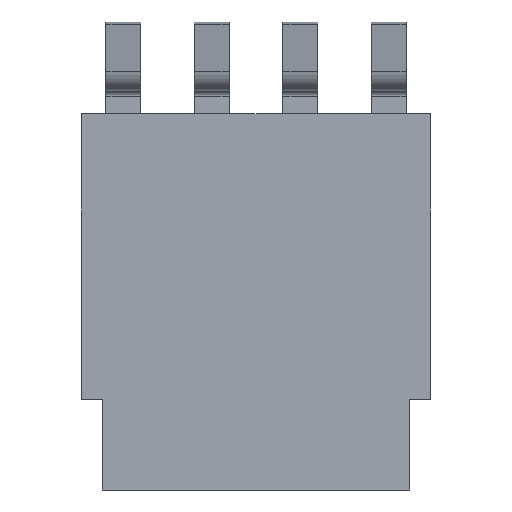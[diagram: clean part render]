
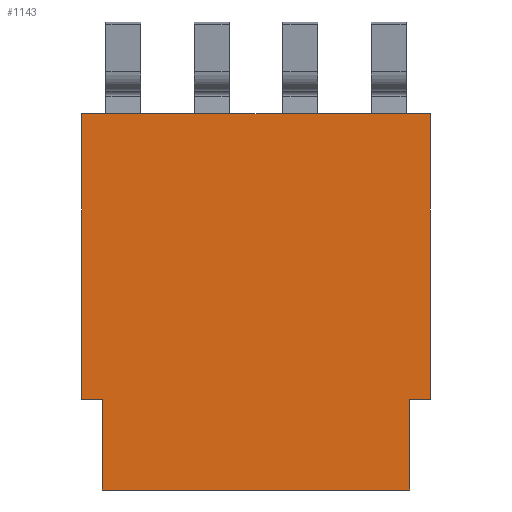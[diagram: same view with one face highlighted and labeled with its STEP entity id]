
A CAD part, front view. The second image highlights one B-rep face of the part: STEP entity #1143.
In plain terms, the highlighted planar face has unit normal (0, -1, 0).
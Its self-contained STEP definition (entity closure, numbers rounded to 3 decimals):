
#74=FACE_OUTER_BOUND('',#140,.T.);
#140=EDGE_LOOP('',(#789,#790,#791,#792,#793,#794,#795,#796));
#197=LINE('',#1632,#333);
#218=LINE('',#1675,#354);
#222=LINE('',#1683,#358);
#225=LINE('',#1688,#361);
#227=LINE('',#1691,#363);
#229=LINE('',#1696,#365);
#230=LINE('',#1698,#366);
#231=LINE('',#1699,#367);
#333=VECTOR('',#1306,1000.);
#354=VECTOR('',#1329,1000.);
#358=VECTOR('',#1333,1000.);
#361=VECTOR('',#1338,1000.);
#363=VECTOR('',#1342,1000.);
#365=VECTOR('',#1348,1000.);
#366=VECTOR('',#1349,1000.);
#367=VECTOR('',#1350,1000.);
#469=VERTEX_POINT('',#1630);
#470=VERTEX_POINT('',#1631);
#489=VERTEX_POINT('',#1671);
#491=VERTEX_POINT('',#1674);
#494=VERTEX_POINT('',#1680);
#495=VERTEX_POINT('',#1682);
#497=VERTEX_POINT('',#1695);
#498=VERTEX_POINT('',#1697);
#581=EDGE_CURVE('',#469,#470,#197,.T.);
#602=EDGE_CURVE('',#489,#491,#218,.T.);
#606=EDGE_CURVE('',#494,#495,#222,.T.);
#609=EDGE_CURVE('',#470,#494,#225,.T.);
#611=EDGE_CURVE('',#491,#469,#227,.T.);
#613=EDGE_CURVE('',#497,#489,#229,.T.);
#614=EDGE_CURVE('',#498,#497,#230,.T.);
#615=EDGE_CURVE('',#498,#495,#231,.T.);
#789=ORIENTED_EDGE('',*,*,#609,.F.);
#790=ORIENTED_EDGE('',*,*,#581,.F.);
#791=ORIENTED_EDGE('',*,*,#611,.F.);
#792=ORIENTED_EDGE('',*,*,#602,.F.);
#793=ORIENTED_EDGE('',*,*,#613,.F.);
#794=ORIENTED_EDGE('',*,*,#614,.F.);
#795=ORIENTED_EDGE('',*,*,#615,.T.);
#796=ORIENTED_EDGE('',*,*,#606,.F.);
#1090=PLANE('',#1213);
#1143=ADVANCED_FACE('',(#74),#1090,.T.);
#1213=AXIS2_PLACEMENT_3D('',#1694,#1346,#1347);
#1306=DIRECTION('',(1.,0.,0.));
#1329=DIRECTION('',(-1.,0.,0.));
#1333=DIRECTION('',(-1.,0.,0.));
#1338=DIRECTION('',(0.,0.,-1.));
#1342=DIRECTION('',(0.,0.,1.));
#1346=DIRECTION('center_axis',(0.,-1.,0.));
#1347=DIRECTION('ref_axis',(0.,0.,-1.));
#1348=DIRECTION('',(0.,0.,1.));
#1349=DIRECTION('',(-1.,0.,0.));
#1350=DIRECTION('',(0.,0.,1.));
#1630=CARTESIAN_POINT('',(-2.5,0.,2.05));
#1631=CARTESIAN_POINT('',(2.5,0.,2.05));
#1632=CARTESIAN_POINT('',(-2.5,0.,2.05));
#1671=CARTESIAN_POINT('',(-2.205,0.,-2.05));
#1674=CARTESIAN_POINT('',(-2.5,0.,-2.05));
#1675=CARTESIAN_POINT('',(-2.5,0.,-2.05));
#1680=CARTESIAN_POINT('',(2.5,0.,-2.05));
#1682=CARTESIAN_POINT('',(2.205,0.,-2.05));
#1683=CARTESIAN_POINT('',(-2.5,0.,-2.05));
#1688=CARTESIAN_POINT('',(2.5,0.,2.05));
#1691=CARTESIAN_POINT('',(-2.5,0.,2.05));
#1694=CARTESIAN_POINT('Origin',(0.,0.,0.));
#1695=CARTESIAN_POINT('',(-2.205,0.,-3.35));
#1696=CARTESIAN_POINT('',(-2.205,0.,-3.35));
#1697=CARTESIAN_POINT('',(2.205,0.,-3.35));
#1698=CARTESIAN_POINT('',(2.205,0.,-3.35));
#1699=CARTESIAN_POINT('',(2.205,0.,-3.35));
